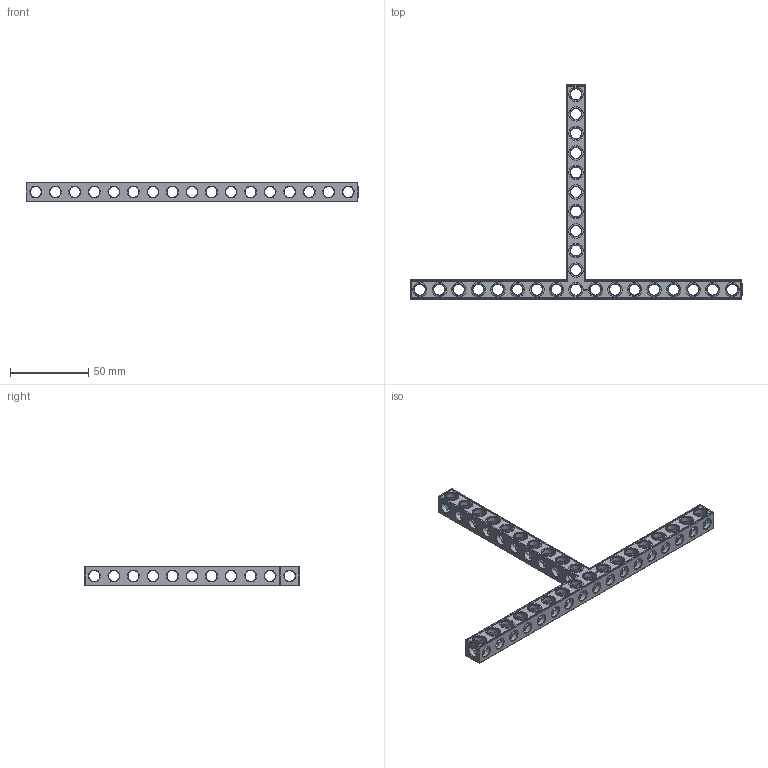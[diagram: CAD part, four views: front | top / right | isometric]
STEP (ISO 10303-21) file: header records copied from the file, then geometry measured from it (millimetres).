
FILE_DESCRIPTION(('FreeCAD Model'),'2;1');
FILE_NAME('Open CASCADE Shape Model','2022-01-28T22:20:32',( 'Paulo Kiefe'),('STEMFIE.org'),'Open CASCADE STEP processor 7.4', 'FreeCAD','Unknown');
FILE_SCHEMA(('AUTOMOTIVE_DESIGN { 1 0 10303 214 1 1 1 1 }'));
Products named in the file (1): Beam_TSH_SYM_ESS_BU17x11x01_-_SPN-BEM-1142_(stemfie.org)
Bounding box: 212.5 x 137.5 x 12.5 mm (x, y, z)
Volume: 26375.7 mm3; surface area: 23638.8 mm2
Topology: 1 solids, 1 shells, 801 faces, 2457 edges, 1611 vertices
Faces by surface type: plane 424, cylinder 165, cone 112, extrusion 100
Full cylindrical faces by diameter (mm): 6.98 x18, 7 x120, 9.2 x27
Entity records: 97257 total; most frequent: CARTESIAN_POINT 51169, DIRECTION 7597, ORIENTED_EDGE 4914, PCURVE 4914, DEFINITIONAL_REPRESENTATION 4914, VECTOR 4852, LINE 4752, EDGE_CURVE 2457
